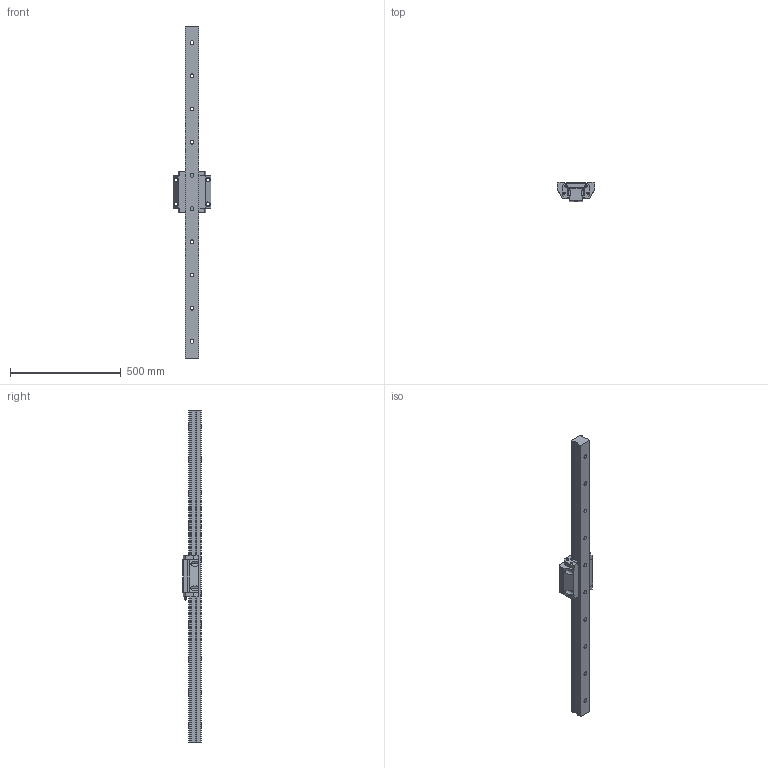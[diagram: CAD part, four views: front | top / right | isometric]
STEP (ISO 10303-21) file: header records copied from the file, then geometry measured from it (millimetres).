
FILE_DESCRIPTION (( 'STEP AP203' ), '1' );
FILE_NAME ('H75268989-cc11-4dc6-9b50-d886b0c6c5ee.step', '2015-07-20T16:34:01', ( 'dsemanik' ), ( 'Microsoft' ), 'SwSTEP 2.0', 'SolidWorks 2013', '' );
FILE_SCHEMA (( 'CONFIG_CONTROL_DESIGN' ));
Length unit declared in the file: inch
Products named in the file (6): NH65 Rail; NH65EA_STD; B-PT18; NH65EA_AMBLY_STD; H75268989-cc11-4dc6-9b50-d886b0c6c5ee; BasePoint
Assembly tree (4 placements, depth 3):
  H75268989-cc11-4dc6-9b50-d886b0c6c5ee
    NH65 Rail
    NH65EA_AMBLY_STD
      NH65EA_STD
      B-PT18
  BasePoint
Bounding box: 170 x 85 x 1500 mm (x, y, z)
Volume: 6166002.3 mm3; surface area: 552414.2 mm2
Topology: 3 solids, 3 shells, 396 faces, 1036 edges, 685 vertices
Faces by surface type: plane 254, cylinder 116, torus 18, cone 4, sphere 4
Entity records: 12943 total; most frequent: CARTESIAN_POINT 2423, ORIENTED_EDGE 2064, DIRECTION 2034, EDGE_CURVE 1032, VECTOR 718, LINE 718, VERTEX_POINT 683, AXIS2_PLACEMENT_3D 658
